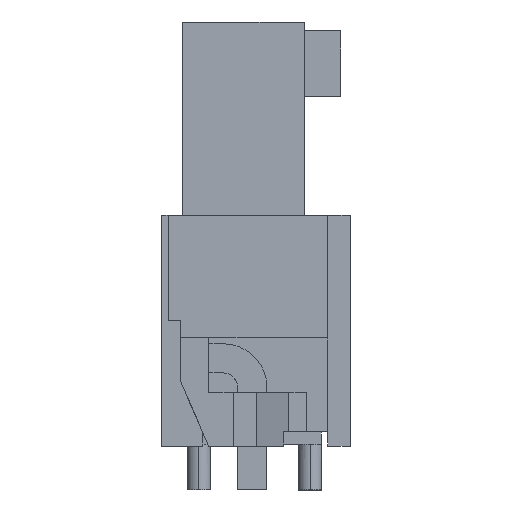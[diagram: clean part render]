
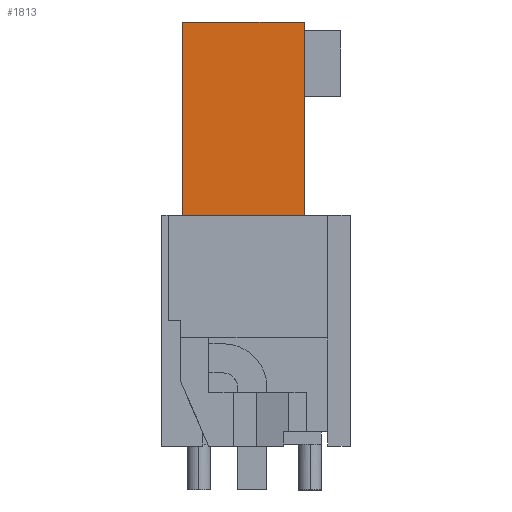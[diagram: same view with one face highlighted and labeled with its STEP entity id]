
A CAD part, left-side view. The second image highlights one B-rep face of the part: STEP entity #1813.
In plain terms, the highlighted planar face has unit normal (-1, 0, 0).
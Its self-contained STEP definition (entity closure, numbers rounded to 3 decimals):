
#1793=AXIS2_PLACEMENT_3D('Plane Axis2P3D',#1790,#1791,#1792) ;
#832=CARTESIAN_POINT('Vertex',(5.582,1.58,9.4)) ;
#835=CARTESIAN_POINT('Line Origine',(5.582,3.654,9.4)) ;
#839=CARTESIAN_POINT('Vertex',(5.582,5.728,9.4)) ;
#1736=CARTESIAN_POINT('Line Origine',(5.582,1.58,12.7)) ;
#1740=CARTESIAN_POINT('Vertex',(5.582,1.58,16.)) ;
#1790=CARTESIAN_POINT('Axis2P3D Location',(5.582,1.58,9.4)) ;
#1795=CARTESIAN_POINT('Line Origine',(5.582,3.654,16.)) ;
#1799=CARTESIAN_POINT('Vertex',(5.582,5.728,16.)) ;
#1802=CARTESIAN_POINT('Line Origine',(5.582,5.728,12.7)) ;
#836=DIRECTION('Vector Direction',(0.,1.,0.)) ;
#1737=DIRECTION('Vector Direction',(0.,0.,1.)) ;
#1791=DIRECTION('Axis2P3D Direction',(1.,0.,0.)) ;
#1792=DIRECTION('Axis2P3D XDirection',(0.,1.,0.)) ;
#1796=DIRECTION('Vector Direction',(0.,1.,0.)) ;
#1803=DIRECTION('Vector Direction',(0.,0.,1.)) ;
#837=VECTOR('Line Direction',#836,1.) ;
#1738=VECTOR('Line Direction',#1737,1.) ;
#1797=VECTOR('Line Direction',#1796,1.) ;
#1804=VECTOR('Line Direction',#1803,1.) ;
#1808=ORIENTED_EDGE('',*,*,#1801,.T.) ;
#1809=ORIENTED_EDGE('',*,*,#1806,.F.) ;
#1810=ORIENTED_EDGE('',*,*,#841,.T.) ;
#1811=ORIENTED_EDGE('',*,*,#1742,.T.) ;
#1813=ADVANCED_FACE('HOUSING',(#1812),#1794,.F.) ;
#841=EDGE_CURVE('',#840,#833,#838,.F.) ;
#1742=EDGE_CURVE('',#833,#1741,#1739,.T.) ;
#1801=EDGE_CURVE('',#1741,#1800,#1798,.T.) ;
#1806=EDGE_CURVE('',#840,#1800,#1805,.T.) ;
#1807=EDGE_LOOP('',(#1808,#1809,#1810,#1811)) ;
#1812=FACE_OUTER_BOUND('',#1807,.T.) ;
#838=LINE('Line',#835,#837) ;
#1739=LINE('Line',#1736,#1738) ;
#1798=LINE('Line',#1795,#1797) ;
#1805=LINE('Line',#1802,#1804) ;
#1794=PLANE('',#1793) ;
#833=VERTEX_POINT('',#832) ;
#840=VERTEX_POINT('',#839) ;
#1741=VERTEX_POINT('',#1740) ;
#1800=VERTEX_POINT('',#1799) ;
